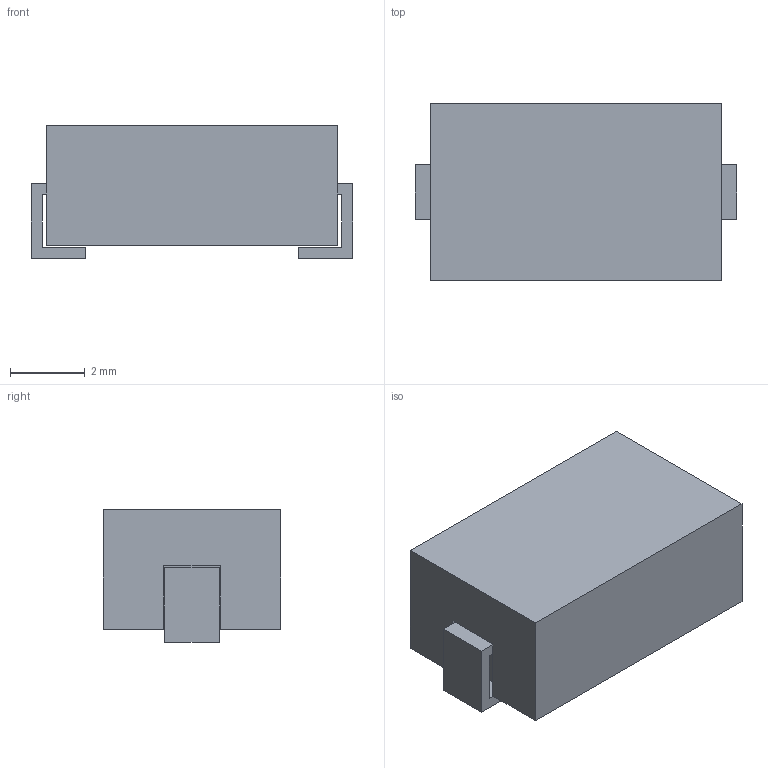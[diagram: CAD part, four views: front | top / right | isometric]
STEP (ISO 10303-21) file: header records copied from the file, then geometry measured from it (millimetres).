
FILE_DESCRIPTION(('HOOPS Exchange Step'),'2;1');
FILE_NAME('export-759E5932-35C9-42E2-9B71-771866E97946.stp','2022-10-01T18:08:56+17:00',('Daxxn'),('Alibre'),'HOOPS Exchange 2022.0','Alibre','Unknown authorisation');
FILE_SCHEMA( ('AP242_MANAGED_MODEL_BASED_3D_ENGINEERING_MIM_LF {1 0 10303 442 1 1 4 }') );
Length unit declared in the file: centimetre
Products named in the file (1): 7427932
Bounding box: 8.6 x 4.75 x 3.55 mm (x, y, z)
Volume: 119.5 mm3; surface area: 183.4 mm2
Topology: 1 solids, 1 shells, 32 faces, 84 edges, 56 vertices
Faces by surface type: plane 32
Entity records: 1019 total; most frequent: CARTESIAN_POINT 174, ORIENTED_EDGE 168, DIRECTION 152, VECTOR 84, LINE 84, EDGE_CURVE 84, VERTEX_POINT 56, AXIS2_PLACEMENT_3D 34
